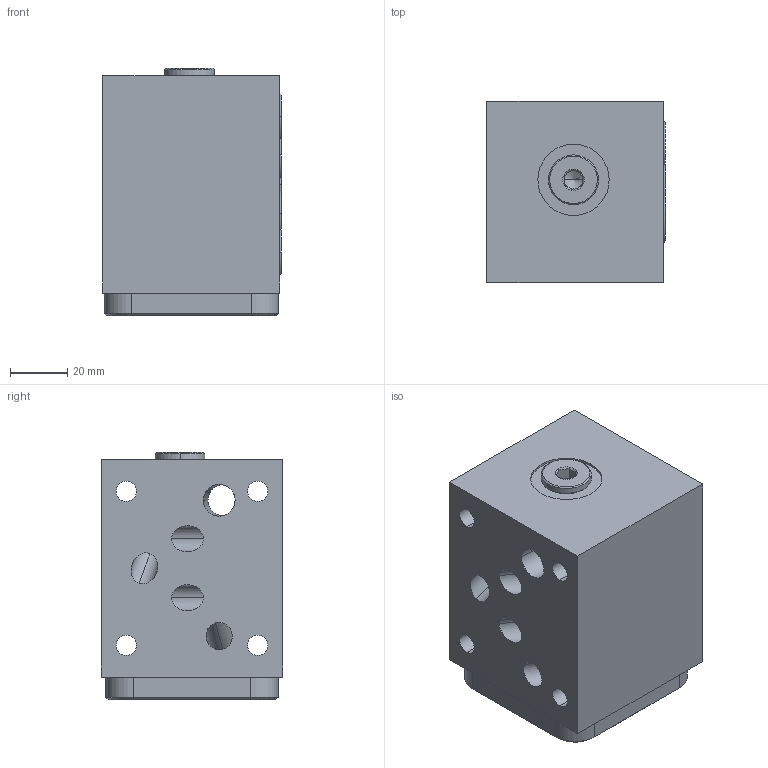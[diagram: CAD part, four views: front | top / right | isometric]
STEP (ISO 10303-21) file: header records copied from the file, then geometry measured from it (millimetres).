
FILE_DESCRIPTION((''),'2;1');
FILE_NAME('WGJ_ASM','2019-10-23T',('ProEService'),(''),'PRO/ENGINEER BY PARAMETRIC TECHNOLOGY CORPORATION, 2014200','PRO/ENGINEER BY PARAMETRIC TECHNOLOGY CORPORATION, 2014200','');
FILE_SCHEMA(('CONFIG_CONTROL_DESIGN'));
Length unit declared in the file: inch
Products named in the file (4): 150-136-002; 500-001-014; A330-006-006; WGJ_ASM
Assembly tree (7 placements, depth 2):
  WGJ_ASM
    150-136-002
    500-001-014  x5
    A330-006-006
Bounding box: 62.46 x 63.5 x 86.64 mm (x, y, z)
Volume: 263580.9 mm3; surface area: 50946.3 mm2
Topology: 7 solids, 7 shells, 172 faces, 640 edges, 601 vertices
Faces by surface type: cylinder 68, plane 38, cone 31, revolution 20, sphere 13, torus 2
Entity records: 7871 total; most frequent: CARTESIAN_POINT 2905, DIRECTION 1034, ORIENTED_EDGE 762, EDGE_CURVE 381, VECTOR 368, LINE 368, AXIS2_PLACEMENT_3D 331, VERTEX_POINT 239
